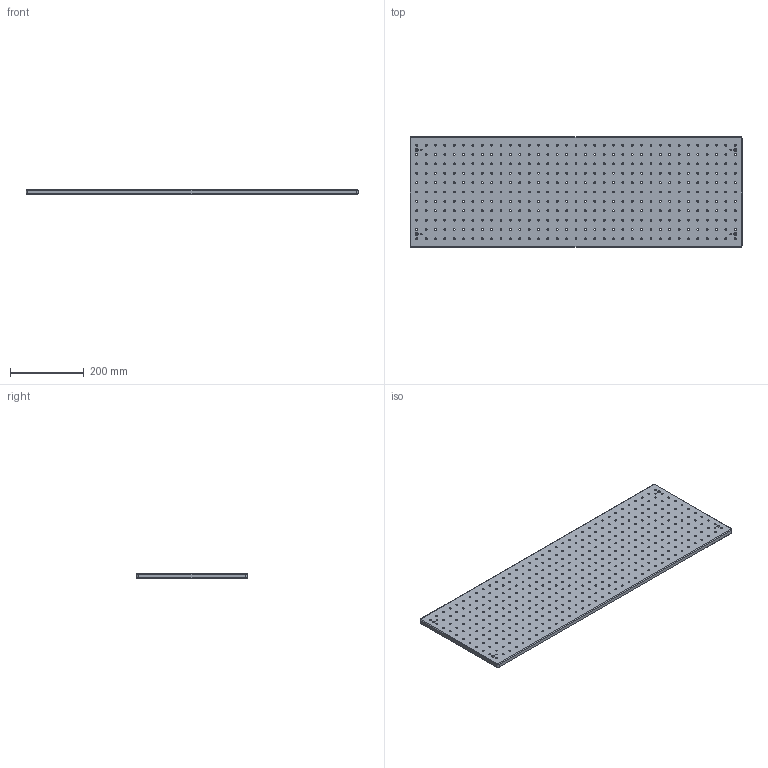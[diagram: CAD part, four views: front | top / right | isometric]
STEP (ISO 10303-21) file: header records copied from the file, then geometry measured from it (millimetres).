
FILE_DESCRIPTION (( 'STEP AP203' ), '1' );
FILE_NAME ('BR0309-1.STEP', '2016-05-26T03:50:16', ( '' ), ( '' ), 'SwSTEP 2.0', 'SolidWorks 2016', '' );
FILE_SCHEMA (( 'CONFIG_CONTROL_DESIGN' ));
Length unit declared in the file: millimetre
Products named in the file (1): BR0309-1
Bounding box: 900 x 300 x 13 mm (x, y, z)
Volume: 3401021.4 mm3; surface area: 632810 mm2
Topology: 1 solids, 1 shells, 824 faces, 2438 edges, 1620 vertices
Faces by surface type: cylinder 806, plane 10, torus 8
Entity records: 30183 total; most frequent: DIRECTION 5708, CARTESIAN_POINT 4883, ORIENTED_EDGE 4876, AXIS2_PLACEMENT_3D 2445, EDGE_CURVE 2438, VERTEX_POINT 1620, CIRCLE 1620, EDGE_LOOP 1614
